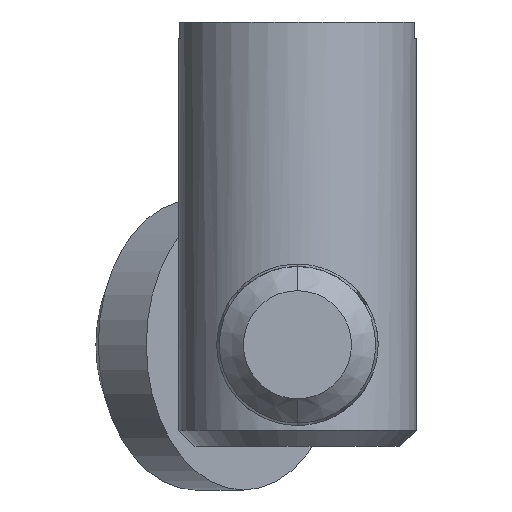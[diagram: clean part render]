
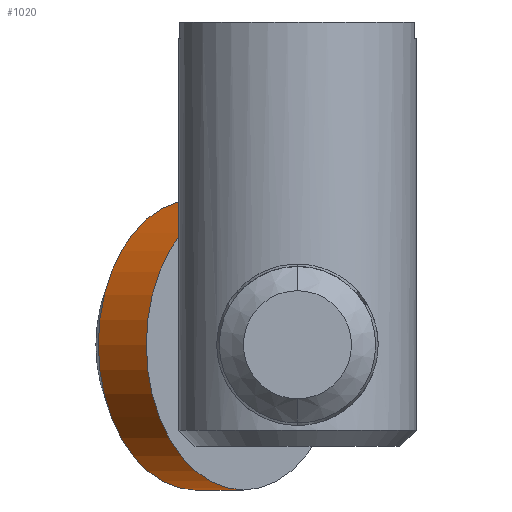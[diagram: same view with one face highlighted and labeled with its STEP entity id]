
A CAD part, front view. The second image highlights one B-rep face of the part: STEP entity #1020.
In plain terms, the highlighted cylindrical face has radius 9 mm (diameter 18 mm), a partial arc.
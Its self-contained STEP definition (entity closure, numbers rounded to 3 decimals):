
#2 = ORIENTED_EDGE ( 'NONE', *, *, #304, .T. ) ;
#20 = ORIENTED_EDGE ( 'NONE', *, *, #1858, .T. ) ;
#122 = CARTESIAN_POINT ( 'NONE',  ( 6., 0., -9. ) ) ;
#195 = CARTESIAN_POINT ( 'NONE',  ( 6., 0., 0. ) ) ;
#286 = ORIENTED_EDGE ( 'NONE', *, *, #1441, .F. ) ;
#304 = EDGE_CURVE ( 'NONE', #2919, #1748, #2673, .T. ) ;
#346 = DIRECTION ( 'NONE',  ( -1., 0., 0. ) ) ;
#380 = DIRECTION ( 'NONE',  ( 0., 0., 1. ) ) ;
#405 = CARTESIAN_POINT ( 'NONE',  ( 0., 0., 9. ) ) ;
#526 = CARTESIAN_POINT ( 'NONE',  ( 4., 0., 9. ) ) ;
#569 = AXIS2_PLACEMENT_3D ( 'NONE', #195, #346, #380 ) ;
#600 = CARTESIAN_POINT ( 'NONE',  ( 4., 0., -9. ) ) ;
#701 = AXIS2_PLACEMENT_3D ( 'NONE', #2636, #2368, #2893 ) ;
#738 = FACE_OUTER_BOUND ( 'NONE', #2624, .T. ) ;
#762 = CIRCLE ( 'NONE', #701, 9. ) ;
#891 = CARTESIAN_POINT ( 'NONE',  ( 6., 0., 9. ) ) ;
#924 = CARTESIAN_POINT ( 'NONE',  ( 0., 0., 0. ) ) ;
#972 = CYLINDRICAL_SURFACE ( 'NONE', #569, 9. ) ;
#1020 = ADVANCED_FACE ( 'NONE', ( #738 ), #972, .T. ) ;
#1352 = DIRECTION ( 'NONE',  ( 0., 0., -1. ) ) ;
#1441 = EDGE_CURVE ( 'NONE', #2120, #1748, #2558, .T. ) ;
#1468 = DIRECTION ( 'NONE',  ( 1., 0., 0. ) ) ;
#1474 = DIRECTION ( 'NONE',  ( -1., 0., 0. ) ) ;
#1521 = CARTESIAN_POINT ( 'NONE',  ( 0., 0., -9. ) ) ;
#1551 = EDGE_CURVE ( 'NONE', #2120, #2725, #762, .T. ) ;
#1748 = VERTEX_POINT ( 'NONE', #405 ) ;
#1849 = ORIENTED_EDGE ( 'NONE', *, *, #1551, .T. ) ;
#1858 = EDGE_CURVE ( 'NONE', #2725, #2919, #2023, .T. ) ;
#2023 = LINE ( 'NONE', #122, #3250 ) ;
#2120 = VERTEX_POINT ( 'NONE', #526 ) ;
#2368 = DIRECTION ( 'NONE',  ( -1., 0., 0. ) ) ;
#2558 = LINE ( 'NONE', #891, #3344 ) ;
#2624 = EDGE_LOOP ( 'NONE', ( #1849, #20, #2, #286 ) ) ;
#2636 = CARTESIAN_POINT ( 'NONE',  ( 4., 0., 0. ) ) ;
#2673 = CIRCLE ( 'NONE', #3097, 9. ) ;
#2725 = VERTEX_POINT ( 'NONE', #600 ) ;
#2893 = DIRECTION ( 'NONE',  ( 0., 0., -1. ) ) ;
#2919 = VERTEX_POINT ( 'NONE', #1521 ) ;
#3020 = DIRECTION ( 'NONE',  ( -1., 0., 0. ) ) ;
#3097 = AXIS2_PLACEMENT_3D ( 'NONE', #924, #1468, #1352 ) ;
#3250 = VECTOR ( 'NONE', #1474, 1000. ) ;
#3344 = VECTOR ( 'NONE', #3020, 1000. ) ;
